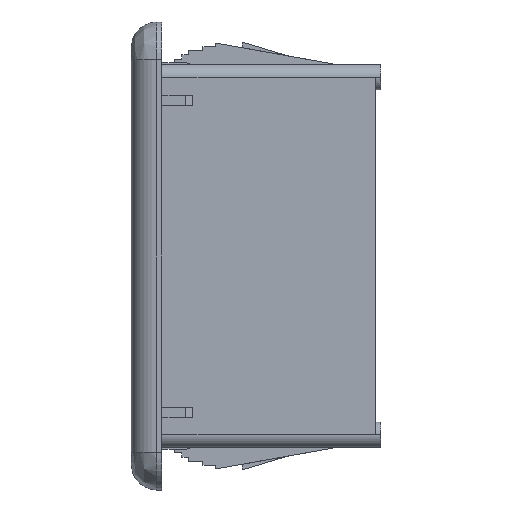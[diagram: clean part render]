
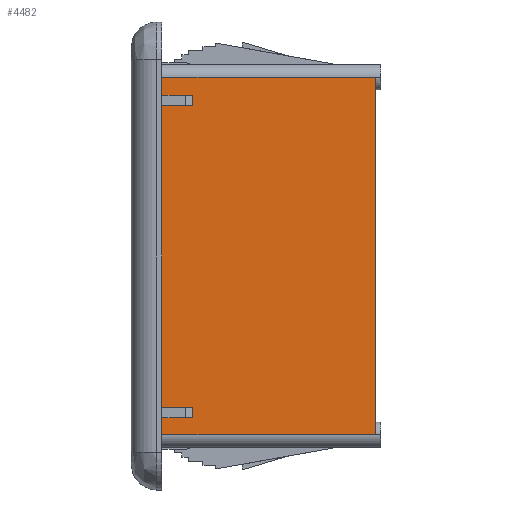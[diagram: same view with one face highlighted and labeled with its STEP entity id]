
A CAD part, left-side view. The second image highlights one B-rep face of the part: STEP entity #4482.
In plain terms, the highlighted planar face has unit normal (-1, 0, 0).
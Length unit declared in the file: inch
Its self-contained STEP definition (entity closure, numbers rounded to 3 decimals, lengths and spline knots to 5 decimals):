
#204=DIRECTION('',(0.,0.,-1.));
#205=VECTOR('',#204,1.756);
#206=CARTESIAN_POINT('',(-0.4695,-1.2,0.878));
#207=LINE('',#206,#205);
#534=DIRECTION('',(0.,0.,-1.));
#535=VECTOR('',#534,0.088);
#536=CARTESIAN_POINT('',(-0.4695,-0.15,0.878));
#537=LINE('',#536,#535);
#550=DIRECTION('',(0.,0.,-1.));
#551=VECTOR('',#550,1.485);
#552=CARTESIAN_POINT('',(-0.4695,-0.15,0.74));
#553=LINE('',#552,#551);
#566=DIRECTION('',(0.,0.,-1.));
#567=VECTOR('',#566,0.083);
#568=CARTESIAN_POINT('',(-0.4695,-0.15,-0.795));
#569=LINE('',#568,#567);
#1492=DIRECTION('',(0.,-1.,0.));
#1493=VECTOR('',#1492,1.05);
#1494=CARTESIAN_POINT('',(-0.4695,-0.15,0.878));
#1495=LINE('',#1494,#1493);
#1505=DIRECTION('',(0.,-1.,0.));
#1506=VECTOR('',#1505,0.152);
#1507=CARTESIAN_POINT('',(-0.4695,-0.15,-0.795));
#1508=LINE('',#1507,#1506);
#1509=DIRECTION('',(0.,0.,1.));
#1510=VECTOR('',#1509,0.05);
#1511=CARTESIAN_POINT('',(-0.4695,-0.302,-0.795));
#1512=LINE('',#1511,#1510);
#1513=DIRECTION('',(0.,-1.,0.));
#1514=VECTOR('',#1513,0.152);
#1515=CARTESIAN_POINT('',(-0.4695,-0.15,-0.745));
#1516=LINE('',#1515,#1514);
#1517=DIRECTION('',(0.,-1.,0.));
#1518=VECTOR('',#1517,0.152);
#1519=CARTESIAN_POINT('',(-0.4695,-0.15,0.74));
#1520=LINE('',#1519,#1518);
#1521=DIRECTION('',(0.,0.,1.));
#1522=VECTOR('',#1521,0.05);
#1523=CARTESIAN_POINT('',(-0.4695,-0.302,0.74));
#1524=LINE('',#1523,#1522);
#1525=DIRECTION('',(0.,-1.,0.));
#1526=VECTOR('',#1525,0.152);
#1527=CARTESIAN_POINT('',(-0.4695,-0.15,0.79));
#1528=LINE('',#1527,#1526);
#1529=DIRECTION('',(0.,1.,0.));
#1530=VECTOR('',#1529,1.05);
#1531=CARTESIAN_POINT('',(-0.4695,-1.2,-0.878));
#1532=LINE('',#1531,#1530);
#2049=CARTESIAN_POINT('',(-0.4695,-0.15,0.878));
#2051=VERTEX_POINT('',#2049);
#2222=CARTESIAN_POINT('',(-0.4695,-0.15,-0.878));
#2224=VERTEX_POINT('',#2222);
#2230=CARTESIAN_POINT('',(-0.4695,-0.15,-0.795));
#2232=VERTEX_POINT('',#2230);
#2234=CARTESIAN_POINT('',(-0.4695,-0.15,-0.745));
#2236=VERTEX_POINT('',#2234);
#2237=CARTESIAN_POINT('',(-0.4695,-0.302,-0.795));
#2238=VERTEX_POINT('',#2237);
#2239=CARTESIAN_POINT('',(-0.4695,-0.302,-0.745));
#2240=VERTEX_POINT('',#2239);
#2246=CARTESIAN_POINT('',(-0.4695,-0.15,0.74));
#2248=VERTEX_POINT('',#2246);
#2250=CARTESIAN_POINT('',(-0.4695,-0.15,0.79));
#2252=VERTEX_POINT('',#2250);
#2253=CARTESIAN_POINT('',(-0.4695,-0.302,0.74));
#2254=VERTEX_POINT('',#2253);
#2255=CARTESIAN_POINT('',(-0.4695,-0.302,0.79));
#2256=VERTEX_POINT('',#2255);
#2375=CARTESIAN_POINT('',(-0.4695,-1.2,-0.878));
#2377=VERTEX_POINT('',#2375);
#2396=CARTESIAN_POINT('',(-0.4695,-1.2,0.878));
#2398=VERTEX_POINT('',#2396);
#4456=CARTESIAN_POINT('',(-0.4695,-1.2,1.38));
#4457=DIRECTION('',(1.,0.,0.));
#4458=DIRECTION('',(0.,1.,0.));
#4459=AXIS2_PLACEMENT_3D('',#4456,#4457,#4458);
#4460=PLANE('',#4459);
#4461=ORIENTED_EDGE('',*,*,#4445,.T.);
#4462=ORIENTED_EDGE('',*,*,#2798,.T.);
#4464=ORIENTED_EDGE('',*,*,#4463,.T.);
#4465=ORIENTED_EDGE('',*,*,#3072,.F.);
#4467=ORIENTED_EDGE('',*,*,#4466,.T.);
#4469=ORIENTED_EDGE('',*,*,#4468,.T.);
#4471=ORIENTED_EDGE('',*,*,#4470,.F.);
#4472=ORIENTED_EDGE('',*,*,#3064,.F.);
#4474=ORIENTED_EDGE('',*,*,#4473,.T.);
#4476=ORIENTED_EDGE('',*,*,#4475,.T.);
#4478=ORIENTED_EDGE('',*,*,#4477,.F.);
#4479=ORIENTED_EDGE('',*,*,#3056,.F.);
#4480=EDGE_LOOP('',(#4461,#4462,#4464,#4465,#4467,#4469,#4471,#4472,#4474,#4476,
#4478,#4479));
#4481=FACE_OUTER_BOUND('',#4480,.F.);
#2798=EDGE_CURVE('',#2398,#2377,#207,.T.);
#3056=EDGE_CURVE('',#2051,#2252,#537,.T.);
#3064=EDGE_CURVE('',#2248,#2236,#553,.T.);
#3072=EDGE_CURVE('',#2232,#2224,#569,.T.);
#4445=EDGE_CURVE('',#2051,#2398,#1495,.T.);
#4463=EDGE_CURVE('',#2377,#2224,#1532,.T.);
#4466=EDGE_CURVE('',#2232,#2238,#1508,.T.);
#4468=EDGE_CURVE('',#2238,#2240,#1512,.T.);
#4470=EDGE_CURVE('',#2236,#2240,#1516,.T.);
#4473=EDGE_CURVE('',#2248,#2254,#1520,.T.);
#4475=EDGE_CURVE('',#2254,#2256,#1524,.T.);
#4477=EDGE_CURVE('',#2252,#2256,#1528,.T.);
#4482=ADVANCED_FACE('',(#4481),#4460,.F.);
